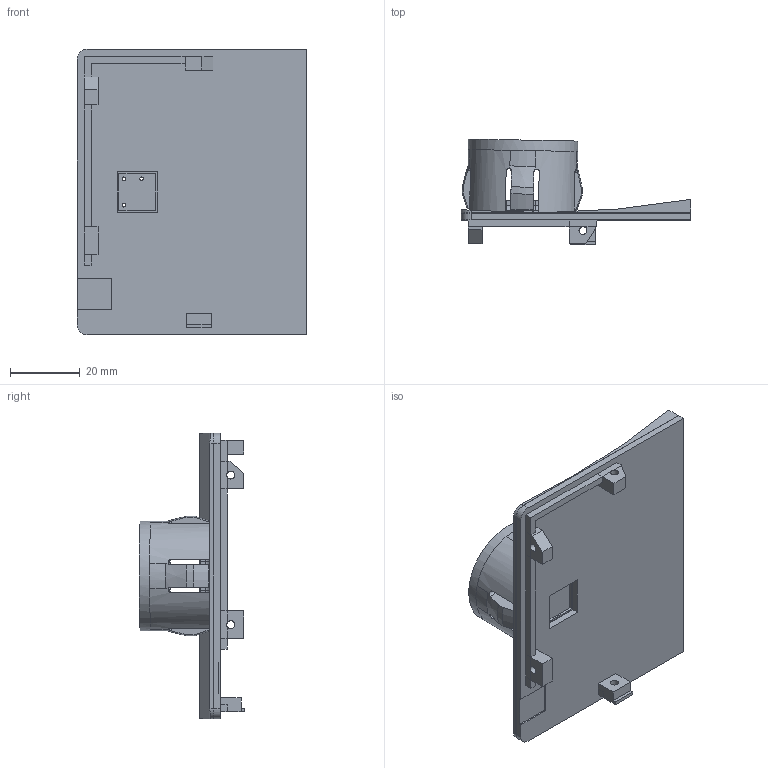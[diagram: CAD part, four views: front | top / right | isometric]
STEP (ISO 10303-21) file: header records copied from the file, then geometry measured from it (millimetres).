
FILE_DESCRIPTION(('FreeCAD Model'),'2;1');
FILE_NAME('Open CASCADE Shape Model','2024-08-14T23:46:43',(''),(''), 'Open CASCADE STEP processor 7.6','FreeCAD','Unknown');
FILE_SCHEMA(('AUTOMOTIVE_DESIGN { 1 0 10303 214 1 1 1 1 }'));
Length unit declared in the file: millimetre
Products named in the file (5): Bojlersnap; Snap; Curve; Back; Pin_guide
Assembly tree (4 placements, depth 2):
  Bojlersnap
    Snap
    Curve
    Back
    Pin_guide
Bounding box: 66 x 30.27 x 82 mm (x, y, z)
Volume: 22210.7 mm3; surface area: 28648.8 mm2
Topology: 4 solids, 4 shells, 201 faces, 536 edges, 342 vertices
Faces by surface type: plane 138, cylinder 51, cone 8, torus 4
Full cylindrical faces by diameter (mm): 1 x3, 2.3 x4, 20 x1, 29 x1, 31.5 x1
Entity records: 6737 total; most frequent: CARTESIAN_POINT 1508, ORIENTED_EDGE 1072, DIRECTION 1064, EDGE_CURVE 536, LINE 368, VECTOR 368, AXIS2_PLACEMENT_3D 348, VERTEX_POINT 342
